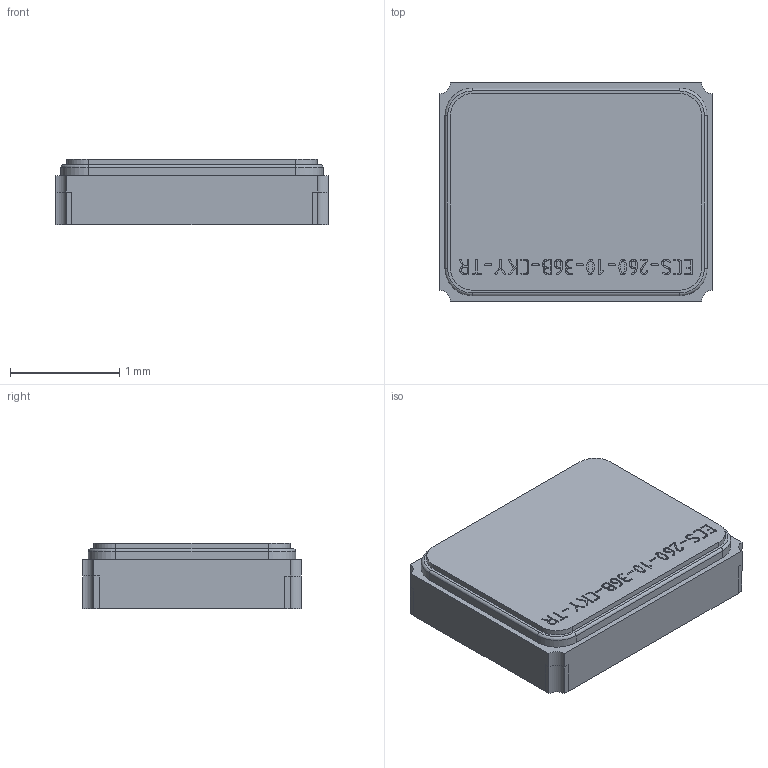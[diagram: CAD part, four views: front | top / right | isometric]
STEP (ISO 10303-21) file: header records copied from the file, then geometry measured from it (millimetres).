
FILE_DESCRIPTION(('STEP AP242'),'1');
FILE_NAME('ECS-260-10-36B-CKY-TR.stp','2020-07-13T17:12:51',(' '),(' '),'Spatial InterOp 3D',' ',' ');
FILE_SCHEMA(('AP242_MANAGED_MODEL_BASED_3D_ENGINEERING_MIM_LF {1 0 10303 442 1 1 4}'));
Length unit declared in the file: metre
Products named in the file (9): ECS-120-12-36-AGN-TR--3DModel-STEP-56544; Component1; Component2; Component3; Component4; Component5; Component6; Component7; ECS-260-10-36B-CKY-TR
Assembly tree (8 placements, depth 3):
  ECS-260-10-36B-CKY-TR
    ECS-120-12-36-AGN-TR--3DModel-STEP-56544
      Component1
      Component2
      Component3
      Component4
      Component5
      Component6
      Component7
Bounding box: 2.5 x 2 x 0.6 mm (x, y, z)
Volume: 2.9 mm3; surface area: 35.6 mm2
Topology: 7 solids, 7 shells, 454 faces, 1458 edges, 1078 vertices
Faces by surface type: plane 261, extrusion 149, cylinder 40, torus 4
Entity records: 22259 total; most frequent: CARTESIAN_POINT 6138, ORIENTED_EDGE 2916, DIRECTION 1825, EDGE_CURVE 1458, VERTEX_POINT 1078, VECTOR 1011, LINE 862, B_SPLINE_CURVE_WITH_KNOTS 653
